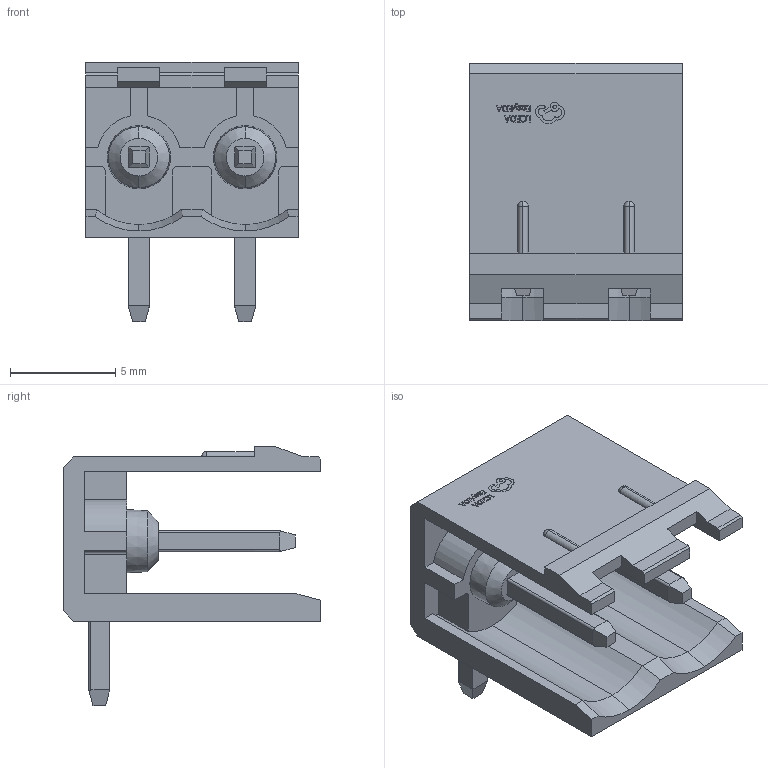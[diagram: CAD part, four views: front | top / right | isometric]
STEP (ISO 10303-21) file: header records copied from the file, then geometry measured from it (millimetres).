
FILE_DESCRIPTION (( 'STEP AP214' ), '1' );
FILE_NAME ('CONN-TH_WJ2EDGR-5.08-2P.STEP', '2023-02-02T02:13:43', ( '' ), ( '' ), 'SwSTEP 2.0', 'SolidWorks 2020', '' );
FILE_SCHEMA (( 'AUTOMOTIVE_DESIGN' ));
Length unit declared in the file: millimetre
Products named in the file (1): CONN-TH_WJ2EDGR-5.08-2P
Bounding box: 10.08 x 12.2 x 12.3 mm (x, y, z)
Volume: 328.1 mm3; surface area: 945.2 mm2
Topology: 16 solids, 16 shells, 423 faces, 1145 edges, 750 vertices
Faces by surface type: plane 263, bspline 98, cylinder 38, cone 16, torus 4, sphere 4
Entity records: 18507 total; most frequent: CARTESIAN_POINT 3705, ORIENTED_EDGE 2282, DIRECTION 1663, EDGE_CURVE 1141, LINE 815, VECTOR 815, VERTEX_POINT 750, UNCERTAINTY_MEASURE_WITH_UNIT 441
